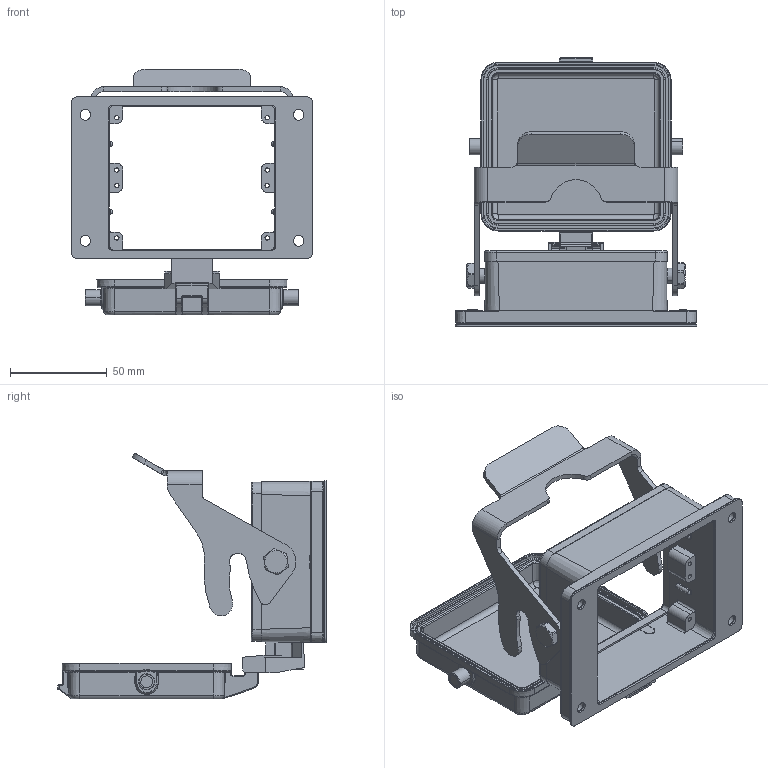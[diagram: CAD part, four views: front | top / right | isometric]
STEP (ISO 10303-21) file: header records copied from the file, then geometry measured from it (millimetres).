
FILE_DESCRIPTION(/* description */ (''),/* implementation_level */ '2;1');
FILE_NAME(/* name */ '3D_1110323651101_H32B-BK-1L_S-MCV_V1.1.stp',/* time_stamp */ '2024-02-01T16:49:39+08:00',/* author */ (''),/* organization */ (''),/* preprocessor_version */ 'ST-DEVELOPER v18.1',/* originating_system */ 'SIEMENS PLM Software NX 1980',/* authorisation */ '');
FILE_SCHEMA (('FEATURE_BASED_PROCESS_PLANNING'));
Length unit declared in the file: millimetre
Products named in the file (1): 3D_1110323651101_H32B-BK-1L_S-MCV_V1.0_stp
Bounding box: 124.4 x 138.64 x 126.75 mm (x, y, z)
Volume: 133081.5 mm3; surface area: 94830.3 mm2
Topology: 1 solids, 4 shells, 1005 faces, 2539 edges, 1576 vertices
Faces by surface type: plane 378, cylinder 359, torus 115, cone 111, bspline 33, sphere 7, revolution 2
Entity records: 33048 total; most frequent: CARTESIAN_POINT 9655, ORIENTED_EDGE 5068, DIRECTION 4665, EDGE_CURVE 2534, AXIS2_PLACEMENT_3D 1710, VERTEX_POINT 1576, LINE 1243, VECTOR 1243
